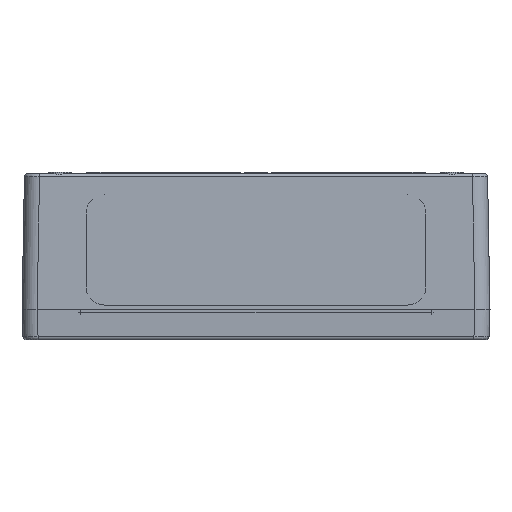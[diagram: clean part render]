
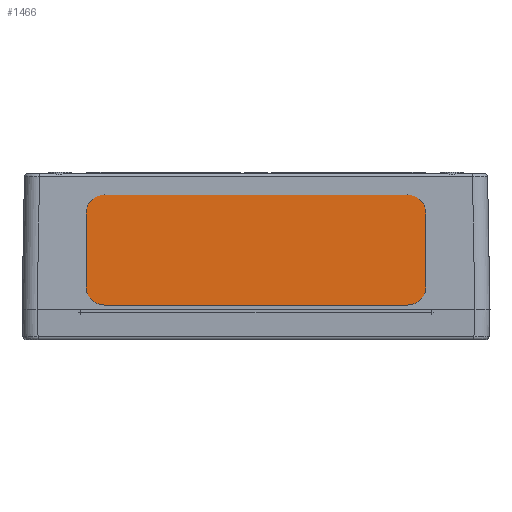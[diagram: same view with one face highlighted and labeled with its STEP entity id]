
A CAD part, left-side view. The second image highlights one B-rep face of the part: STEP entity #1466.
In plain terms, the highlighted planar face has unit normal (-1, 0, 0.018).
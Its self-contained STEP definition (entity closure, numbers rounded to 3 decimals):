
#1200=CARTESIAN_POINT('',(-299.687,112.5,17.998));
#1201=VERTEX_POINT('',#1200);
#1202=CARTESIAN_POINT('',(-299.896,100.5,6.));
#1203=VERTEX_POINT('',#1202);
#1204=CARTESIAN_POINT('',(-299.687,100.5,17.998));
#1205=DIRECTION('',(-1.,0.,0.017));
#1206=DIRECTION('',(-0.017,0.,-1.));
#1207=AXIS2_PLACEMENT_3D('',#1204,#1205,#1206);
#1208=CIRCLE('',#1207,12.);
#1209=EDGE_CURVE('',#1201,#1203,#1208,.T.);
#1242=CARTESIAN_POINT('',(-298.622,100.5,78.988));
#1243=VERTEX_POINT('',#1242);
#1244=CARTESIAN_POINT('',(-298.832,112.5,66.99));
#1245=VERTEX_POINT('',#1244);
#1246=CARTESIAN_POINT('',(-298.832,100.5,66.99));
#1247=DIRECTION('',(-1.,0.0,0.017));
#1248=DIRECTION('',(0.0,1.0,0.0));
#1249=AXIS2_PLACEMENT_3D('',#1246,#1247,#1248);
#1250=CIRCLE('',#1249,12.);
#1251=EDGE_CURVE('',#1243,#1245,#1250,.T.);
#1284=CARTESIAN_POINT('',(-298.832,112.5,66.99));
#1285=DIRECTION('',(-0.017,0.0,-1.));
#1286=VECTOR('',#1285,49.);
#1287=LINE('',#1284,#1286);
#1288=EDGE_CURVE('',#1245,#1201,#1287,.T.);
#1306=CARTESIAN_POINT('',(-298.832,-112.5,66.99));
#1307=VERTEX_POINT('',#1306);
#1308=CARTESIAN_POINT('',(-298.622,-100.5,78.988));
#1309=VERTEX_POINT('',#1308);
#1310=CARTESIAN_POINT('',(-298.832,-100.5,66.99));
#1311=DIRECTION('',(-1.,0.,0.017));
#1312=DIRECTION('',(0.017,0.,1.));
#1313=AXIS2_PLACEMENT_3D('',#1310,#1311,#1312);
#1314=CIRCLE('',#1313,12.);
#1315=EDGE_CURVE('',#1307,#1309,#1314,.T.);
#1348=CARTESIAN_POINT('',(-298.622,-100.5,78.988));
#1349=DIRECTION('',(0.0,1.0,0.0));
#1350=VECTOR('',#1349,201.0);
#1351=LINE('',#1348,#1350);
#1352=EDGE_CURVE('',#1309,#1243,#1351,.T.);
#1370=CARTESIAN_POINT('',(-299.896,-100.5,6.));
#1371=VERTEX_POINT('',#1370);
#1372=CARTESIAN_POINT('',(-299.896,100.5,6.));
#1373=DIRECTION('',(0.0,-1.0,0.0));
#1374=VECTOR('',#1373,201.);
#1375=LINE('',#1372,#1374);
#1376=EDGE_CURVE('',#1203,#1371,#1375,.T.);
#1401=CARTESIAN_POINT('',(-299.687,-112.5,17.998));
#1402=VERTEX_POINT('',#1401);
#1403=CARTESIAN_POINT('',(-299.687,-100.5,17.998));
#1404=DIRECTION('',(-1.,0.0,0.017));
#1405=DIRECTION('',(0.0,-1.0,0.0));
#1406=AXIS2_PLACEMENT_3D('',#1403,#1404,#1405);
#1407=CIRCLE('',#1406,12.);
#1408=EDGE_CURVE('',#1371,#1402,#1407,.T.);
#1434=CARTESIAN_POINT('',(-299.687,-112.5,17.998));
#1435=DIRECTION('',(0.017,0.,1.));
#1436=VECTOR('',#1435,49.);
#1437=LINE('',#1434,#1436);
#1438=EDGE_CURVE('',#1402,#1307,#1437,.T.);
#1451=CARTESIAN_POINT('',(-299.259,-54.57,42.494));
#1452=DIRECTION('',(1.,0.,-0.017));
#1453=DIRECTION('',(-0.017,0.0,-1.));
#1454=AXIS2_PLACEMENT_3D('',#1451,#1452,#1453);
#1455=PLANE('',#1454);
#1456=ORIENTED_EDGE('',*,*,#1315,.T.);
#1457=ORIENTED_EDGE('',*,*,#1352,.T.);
#1458=ORIENTED_EDGE('',*,*,#1251,.T.);
#1459=ORIENTED_EDGE('',*,*,#1288,.T.);
#1460=ORIENTED_EDGE('',*,*,#1209,.T.);
#1461=ORIENTED_EDGE('',*,*,#1376,.T.);
#1462=ORIENTED_EDGE('',*,*,#1408,.T.);
#1463=ORIENTED_EDGE('',*,*,#1438,.T.);
#1464=EDGE_LOOP('',(#1456,#1457,#1458,#1459,#1460,#1461,#1462,#1463));
#1465=FACE_OUTER_BOUND('',#1464,.T.);
#1466=ADVANCED_FACE('',(#1465),#1455,.F.);
